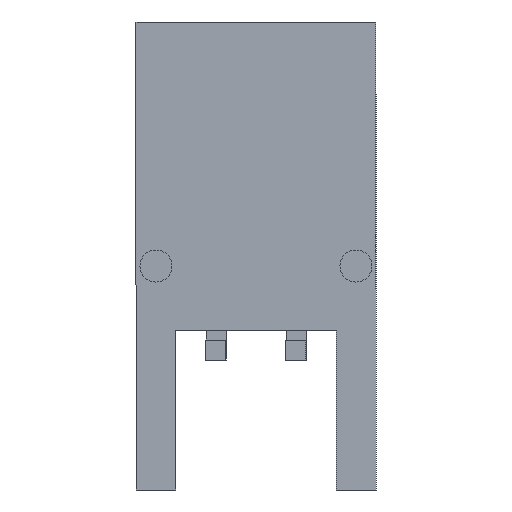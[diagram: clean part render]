
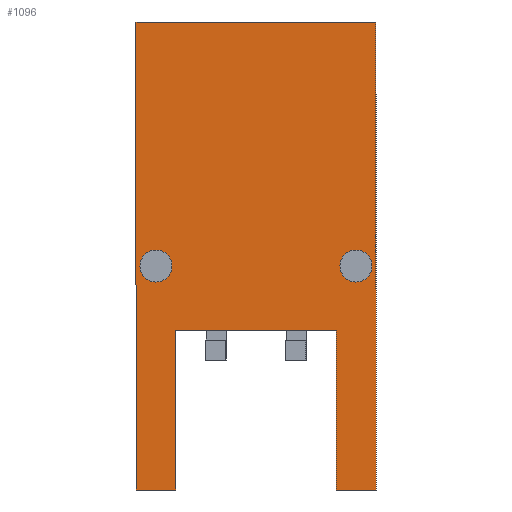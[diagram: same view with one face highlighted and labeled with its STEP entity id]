
A CAD part, front view. The second image highlights one B-rep face of the part: STEP entity #1096.
In plain terms, the highlighted planar face has unit normal (0, -1, 0).
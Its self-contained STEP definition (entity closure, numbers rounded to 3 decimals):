
#16=CIRCLE('',#1158,0.4);
#17=CIRCLE('',#1159,0.4);
#23=FACE_BOUND('',#118,.T.);
#24=FACE_BOUND('',#119,.T.);
#55=FACE_OUTER_BOUND('',#117,.T.);
#117=EDGE_LOOP('',(#840,#841,#842,#843,#844,#845,#846,#847));
#118=EDGE_LOOP('',(#848));
#119=EDGE_LOOP('',(#849));
#209=LINE('',#1577,#353);
#216=LINE('',#1592,#360);
#236=LINE('',#1630,#380);
#241=LINE('',#1641,#385);
#242=LINE('',#1642,#386);
#243=LINE('',#1644,#387);
#244=LINE('',#1646,#388);
#245=LINE('',#1647,#389);
#353=VECTOR('',#1283,1000.);
#360=VECTOR('',#1296,1000.);
#380=VECTOR('',#1324,1000.);
#385=VECTOR('',#1335,1000.);
#386=VECTOR('',#1336,1000.);
#387=VECTOR('',#1337,1000.);
#388=VECTOR('',#1338,1000.);
#389=VECTOR('',#1339,1000.);
#482=VERTEX_POINT('',#1574);
#483=VERTEX_POINT('',#1576);
#488=VERTEX_POINT('',#1590);
#502=VERTEX_POINT('',#1629);
#504=VERTEX_POINT('',#1639);
#505=VERTEX_POINT('',#1640);
#506=VERTEX_POINT('',#1643);
#507=VERTEX_POINT('',#1645);
#508=VERTEX_POINT('',#1648);
#509=VERTEX_POINT('',#1650);
#597=EDGE_CURVE('',#483,#482,#209,.T.);
#604=EDGE_CURVE('',#488,#482,#216,.T.);
#624=EDGE_CURVE('',#502,#483,#236,.T.);
#629=EDGE_CURVE('',#504,#505,#241,.T.);
#630=EDGE_CURVE('',#502,#505,#242,.T.);
#631=EDGE_CURVE('',#506,#488,#243,.T.);
#632=EDGE_CURVE('',#507,#506,#244,.T.);
#633=EDGE_CURVE('',#504,#507,#245,.T.);
#634=EDGE_CURVE('',#508,#508,#16,.T.);
#635=EDGE_CURVE('',#509,#509,#17,.T.);
#840=ORIENTED_EDGE('',*,*,#629,.T.);
#841=ORIENTED_EDGE('',*,*,#630,.F.);
#842=ORIENTED_EDGE('',*,*,#624,.T.);
#843=ORIENTED_EDGE('',*,*,#597,.T.);
#844=ORIENTED_EDGE('',*,*,#604,.F.);
#845=ORIENTED_EDGE('',*,*,#631,.F.);
#846=ORIENTED_EDGE('',*,*,#632,.F.);
#847=ORIENTED_EDGE('',*,*,#633,.F.);
#848=ORIENTED_EDGE('',*,*,#634,.F.);
#849=ORIENTED_EDGE('',*,*,#635,.F.);
#1014=PLANE('',#1157);
#1096=ADVANCED_FACE('',(#55,#23,#24),#1014,.T.);
#1157=AXIS2_PLACEMENT_3D('',#1638,#1333,#1334);
#1158=AXIS2_PLACEMENT_3D('',#1649,#1340,#1341);
#1159=AXIS2_PLACEMENT_3D('',#1651,#1342,#1343);
#1283=DIRECTION('',(-1.,0.,0.));
#1296=DIRECTION('',(0.,0.,1.));
#1324=DIRECTION('',(0.,0.,1.));
#1333=DIRECTION('center_axis',(0.,-1.,0.));
#1334=DIRECTION('ref_axis',(0.,0.,
1.));
#1335=DIRECTION('',(0.,0.,-1.));
#1336=DIRECTION('',(-1.,0.,0.));
#1337=DIRECTION('',(-1.,0.,0.));
#1338=DIRECTION('',(0.,0.,-1.));
#1339=DIRECTION('',(-1.,0.,0.));
#1340=DIRECTION('center_axis',(0.,-1.,0.));
#1341=DIRECTION('ref_axis',(0.,0.,1.));
#1342=DIRECTION('center_axis',(0.,-1.,0.));
#1343=DIRECTION('ref_axis',(0.,0.,
1.));
#1574=CARTESIAN_POINT('',(-6.,0.,0.));
#1576=CARTESIAN_POINT('',(0.,0.,0.));
#1577=CARTESIAN_POINT('',(0.,0.,0.));
#1590=CARTESIAN_POINT('',(-6.,0.,-11.7));
#1592=CARTESIAN_POINT('',(-6.,0.,0.));
#1629=CARTESIAN_POINT('',(0.,0.,-11.7));
#1630=CARTESIAN_POINT('',(0.,0.,0.));
#1638=CARTESIAN_POINT('Origin',(0.,0.,0.));
#1639=CARTESIAN_POINT('',(-1.,0.,-7.7));
#1640=CARTESIAN_POINT('',(-1.,0.,-11.7));
#1641=CARTESIAN_POINT('',(-1.,0.,-7.7));
#1642=CARTESIAN_POINT('',(0.,0.,-11.7));
#1643=CARTESIAN_POINT('',(-5.004,0.,-11.7));
#1644=CARTESIAN_POINT('',(0.,0.,-11.7));
#1645=CARTESIAN_POINT('',(-5.004,0.,-7.7));
#1646=CARTESIAN_POINT('',(-5.004,0.,-7.7));
#1647=CARTESIAN_POINT('',(-5.004,0.,-7.7));
#1648=CARTESIAN_POINT('',(-0.5,0.,-6.5));
#1649=CARTESIAN_POINT('Origin',(-0.5,0.,-6.1));
#1650=CARTESIAN_POINT('',(-5.5,0.,-6.5));
#1651=CARTESIAN_POINT('Origin',(-5.5,0.,
-6.1));
